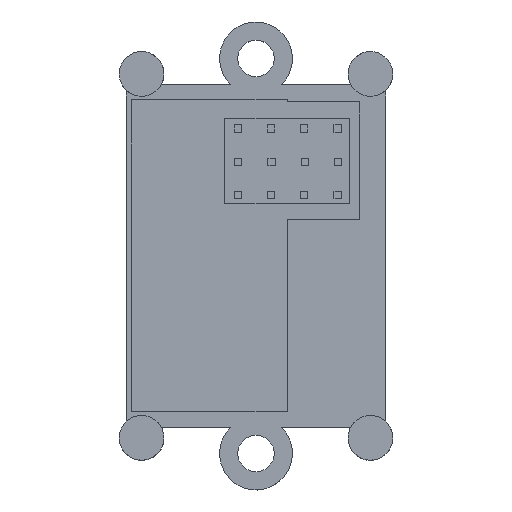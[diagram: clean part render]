
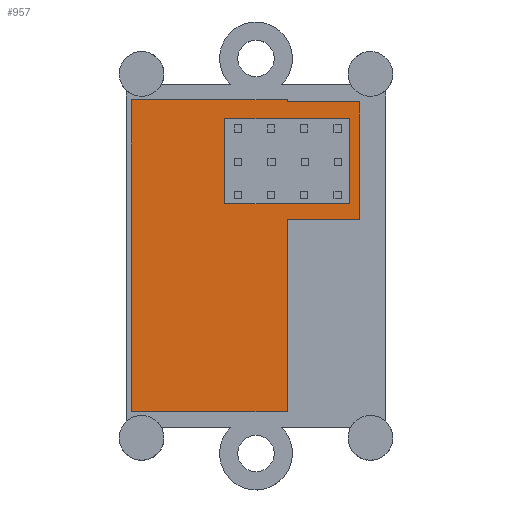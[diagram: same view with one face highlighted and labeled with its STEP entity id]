
A CAD part, top view. The second image highlights one B-rep face of the part: STEP entity #957.
In plain terms, the highlighted planar face has unit normal (0, 0, 1).
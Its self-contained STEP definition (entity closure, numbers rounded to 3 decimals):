
#743 = VERTEX_POINT('',#744);
#744 = CARTESIAN_POINT('',(3.,-15.,13.5));
#750 = EDGE_CURVE('',#743,#751,#753,.T.);
#751 = VERTEX_POINT('',#752);
#752 = CARTESIAN_POINT('',(-12.,-15.,13.5));
#753 = LINE('',#754,#755);
#754 = CARTESIAN_POINT('',(3.,-15.,13.5));
#755 = VECTOR('',#756,1.);
#756 = DIRECTION('',(-1.,0.,0.));
#775 = VERTEX_POINT('',#776);
#776 = CARTESIAN_POINT('',(3.,3.5,13.5));
#782 = EDGE_CURVE('',#775,#743,#783,.T.);
#783 = LINE('',#784,#785);
#784 = CARTESIAN_POINT('',(3.,15.,13.5));
#785 = VECTOR('',#786,1.);
#786 = DIRECTION('',(0.,-1.,0.));
#798 = VERTEX_POINT('',#799);
#799 = CARTESIAN_POINT('',(10.,3.5,13.5));
#805 = EDGE_CURVE('',#798,#775,#806,.T.);
#806 = LINE('',#807,#808);
#807 = CARTESIAN_POINT('',(10.,3.5,13.5));
#808 = VECTOR('',#809,1.);
#809 = DIRECTION('',(-1.,0.,0.));
#822 = VERTEX_POINT('',#823);
#823 = CARTESIAN_POINT('',(10.,14.8,13.5));
#829 = EDGE_CURVE('',#822,#798,#830,.T.);
#830 = LINE('',#831,#832);
#831 = CARTESIAN_POINT('',(10.,14.8,13.5));
#832 = VECTOR('',#833,1.);
#833 = DIRECTION('',(0.,-1.,0.));
#846 = VERTEX_POINT('',#847);
#847 = CARTESIAN_POINT('',(3.,14.8,13.5));
#853 = EDGE_CURVE('',#846,#822,#854,.T.);
#854 = LINE('',#855,#856);
#855 = CARTESIAN_POINT('',(3.,14.8,13.5));
#856 = VECTOR('',#857,1.);
#857 = DIRECTION('',(1.,0.,0.));
#871 = VERTEX_POINT('',#872);
#872 = CARTESIAN_POINT('',(3.,15.,13.5));
#878 = EDGE_CURVE('',#871,#846,#879,.T.);
#879 = LINE('',#880,#881);
#880 = CARTESIAN_POINT('',(3.,15.,13.5));
#881 = VECTOR('',#882,1.);
#882 = DIRECTION('',(0.,-1.,0.));
#894 = VERTEX_POINT('',#895);
#895 = CARTESIAN_POINT('',(-12.,15.,13.5));
#901 = EDGE_CURVE('',#894,#871,#902,.T.);
#902 = LINE('',#903,#904);
#903 = CARTESIAN_POINT('',(-12.,15.,13.5));
#904 = VECTOR('',#905,1.);
#905 = DIRECTION('',(1.,0.,0.));
#918 = EDGE_CURVE('',#751,#894,#919,.T.);
#919 = LINE('',#920,#921);
#920 = CARTESIAN_POINT('',(-12.,-15.,13.5));
#921 = VECTOR('',#922,1.);
#922 = DIRECTION('',(0.,1.,0.));
#957 = ADVANCED_FACE('',(#958,#968),#1002,.T.);
#958 = FACE_BOUND('',#959,.T.);
#959 = EDGE_LOOP('',(#960,#961,#962,#963,#964,#965,#966,#967));
#960 = ORIENTED_EDGE('',*,*,#901,.F.);
#961 = ORIENTED_EDGE('',*,*,#918,.F.);
#962 = ORIENTED_EDGE('',*,*,#750,.F.);
#963 = ORIENTED_EDGE('',*,*,#782,.F.);
#964 = ORIENTED_EDGE('',*,*,#805,.F.);
#965 = ORIENTED_EDGE('',*,*,#829,.F.);
#966 = ORIENTED_EDGE('',*,*,#853,.F.);
#967 = ORIENTED_EDGE('',*,*,#878,.F.);
#968 = FACE_BOUND('',#969,.T.);
#969 = EDGE_LOOP('',(#970,#980,#988,#996));
#970 = ORIENTED_EDGE('',*,*,#971,.T.);
#971 = EDGE_CURVE('',#972,#974,#976,.T.);
#972 = VERTEX_POINT('',#973);
#973 = CARTESIAN_POINT('',(-3.,5.,13.5));
#974 = VERTEX_POINT('',#975);
#975 = CARTESIAN_POINT('',(-3.,13.2,13.5));
#976 = LINE('',#977,#978);
#977 = CARTESIAN_POINT('',(-3.,5.,13.5));
#978 = VECTOR('',#979,1.);
#979 = DIRECTION('',(0.,1.,0.));
#980 = ORIENTED_EDGE('',*,*,#981,.T.);
#981 = EDGE_CURVE('',#974,#982,#984,.T.);
#982 = VERTEX_POINT('',#983);
#983 = CARTESIAN_POINT('',(9.,13.2,13.5));
#984 = LINE('',#985,#986);
#985 = CARTESIAN_POINT('',(-3.,13.2,13.5));
#986 = VECTOR('',#987,1.);
#987 = DIRECTION('',(1.,0.,0.));
#988 = ORIENTED_EDGE('',*,*,#989,.T.);
#989 = EDGE_CURVE('',#982,#990,#992,.T.);
#990 = VERTEX_POINT('',#991);
#991 = CARTESIAN_POINT('',(9.,5.,13.5));
#992 = LINE('',#993,#994);
#993 = CARTESIAN_POINT('',(9.,13.2,13.5));
#994 = VECTOR('',#995,1.);
#995 = DIRECTION('',(0.,-1.,0.));
#996 = ORIENTED_EDGE('',*,*,#997,.T.);
#997 = EDGE_CURVE('',#990,#972,#998,.T.);
#998 = LINE('',#999,#1000);
#999 = CARTESIAN_POINT('',(9.,5.,13.5));
#1000 = VECTOR('',#1001,1.);
#1001 = DIRECTION('',(-1.,0.,0.));
#1002 = PLANE('',#1003);
#1003 = AXIS2_PLACEMENT_3D('',#1004,#1005,#1006);
#1004 = CARTESIAN_POINT('',(-2.259,1.232,13.5));
#1005 = DIRECTION('',(0.,0.,1.));
#1006 = DIRECTION('',(1.,0.,0.));
